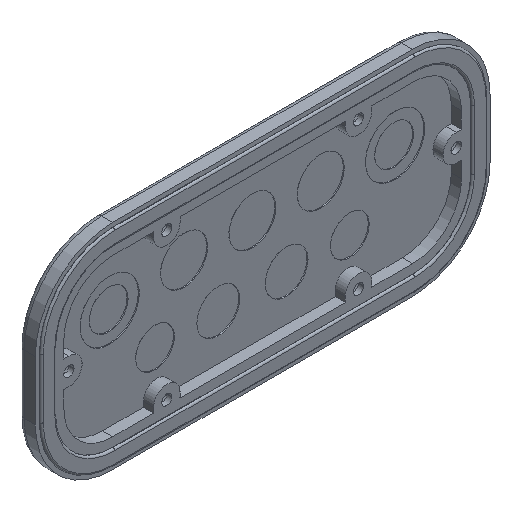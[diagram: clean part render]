
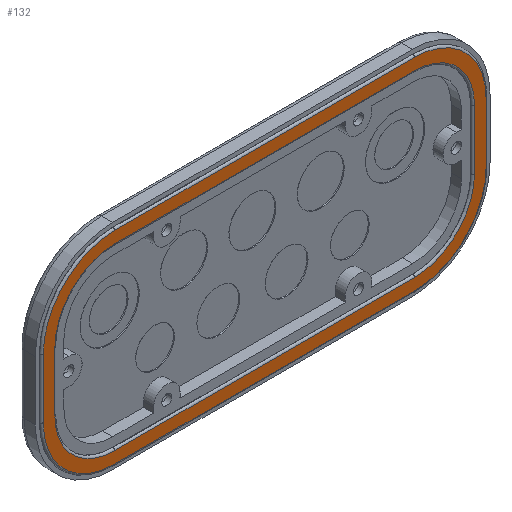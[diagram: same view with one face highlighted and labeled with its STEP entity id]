
A CAD part, isometric view. The second image highlights one B-rep face of the part: STEP entity #132.
In plain terms, the highlighted planar face has unit normal (0, -1, 0).
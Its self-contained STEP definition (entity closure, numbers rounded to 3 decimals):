
#132=ADVANCED_FACE('',(#433,#434),#435,.T.);
#433=FACE_OUTER_BOUND('',#842,.T.);
#434=FACE_BOUND('',#843,.T.);
#435=PLANE('',#844);
#842=EDGE_LOOP('',(#1728,#1729,#1730,#1731,#1732,#1733,#1734,#1735));
#843=EDGE_LOOP('',(#1736,#1737,#1738,#1739,#1740,#1741,#1742,#1743));
#844=AXIS2_PLACEMENT_3D('',#1744,#1745,#1746);
#1728=ORIENTED_EDGE('',*,*,#2688,.T.);
#1729=ORIENTED_EDGE('',*,*,#2689,.T.);
#1730=ORIENTED_EDGE('',*,*,#2690,.T.);
#1731=ORIENTED_EDGE('',*,*,#2691,.T.);
#1732=ORIENTED_EDGE('',*,*,#2692,.T.);
#1733=ORIENTED_EDGE('',*,*,#2693,.T.);
#1734=ORIENTED_EDGE('',*,*,#2694,.T.);
#1735=ORIENTED_EDGE('',*,*,#2695,.T.);
#1736=ORIENTED_EDGE('',*,*,#2696,.T.);
#1737=ORIENTED_EDGE('',*,*,#2697,.T.);
#1738=ORIENTED_EDGE('',*,*,#2698,.T.);
#1739=ORIENTED_EDGE('',*,*,#2699,.T.);
#1740=ORIENTED_EDGE('',*,*,#2700,.T.);
#1741=ORIENTED_EDGE('',*,*,#2701,.T.);
#1742=ORIENTED_EDGE('',*,*,#2702,.T.);
#1743=ORIENTED_EDGE('',*,*,#2703,.T.);
#1744=CARTESIAN_POINT('',(0.0,-1.0,0.0));
#1745=DIRECTION('',(0.0,-1.0,0.0));
#1746=DIRECTION('',(0.0,0.0,-1.0));
#2688=EDGE_CURVE('',#3284,#3286,#3288,.T.);
#2689=EDGE_CURVE('',#3286,#3289,#3290,.T.);
#2690=EDGE_CURVE('',#3289,#3291,#3292,.T.);
#2691=EDGE_CURVE('',#3291,#3293,#3294,.T.);
#2692=EDGE_CURVE('',#3293,#3295,#3296,.T.);
#2693=EDGE_CURVE('',#3295,#3297,#3298,.T.);
#2694=EDGE_CURVE('',#3297,#3299,#3300,.T.);
#2695=EDGE_CURVE('',#3299,#3284,#3301,.T.);
#2696=EDGE_CURVE('',#3302,#3303,#3304,.T.);
#2697=EDGE_CURVE('',#3303,#3305,#3306,.T.);
#2698=EDGE_CURVE('',#3305,#3307,#3308,.T.);
#2699=EDGE_CURVE('',#3307,#3309,#3310,.T.);
#2700=EDGE_CURVE('',#3309,#3311,#3312,.T.);
#2701=EDGE_CURVE('',#3311,#3313,#3314,.T.);
#2702=EDGE_CURVE('',#3313,#3315,#3316,.T.);
#2703=EDGE_CURVE('',#3315,#3302,#3317,.T.);
#3284=VERTEX_POINT('',#4088);
#3286=VERTEX_POINT('',#4090);
#3288=CIRCLE('',#4092,35.1);
#3289=VERTEX_POINT('',#4093);
#3290=LINE('',#4094,#4095);
#3291=VERTEX_POINT('',#4096);
#3292=CIRCLE('',#4097,35.1);
#3293=VERTEX_POINT('',#4098);
#3294=LINE('',#4099,#4100);
#3295=VERTEX_POINT('',#4101);
#3296=CIRCLE('',#4102,35.1);
#3297=VERTEX_POINT('',#4103);
#3298=LINE('',#4104,#4105);
#3299=VERTEX_POINT('',#4106);
#3300=CIRCLE('',#4107,35.1);
#3301=LINE('',#4108,#4109);
#3302=VERTEX_POINT('',#4110);
#3303=VERTEX_POINT('',#4111);
#3304=CIRCLE('',#4112,29.4);
#3305=VERTEX_POINT('',#4113);
#3306=LINE('',#4114,#4115);
#3307=VERTEX_POINT('',#4116);
#3308=CIRCLE('',#4117,29.4);
#3309=VERTEX_POINT('',#4118);
#3310=LINE('',#4119,#4120);
#3311=VERTEX_POINT('',#4121);
#3312=CIRCLE('',#4122,29.4);
#3313=VERTEX_POINT('',#4123);
#3314=LINE('',#4124,#4125);
#3315=VERTEX_POINT('',#4126);
#3316=CIRCLE('',#4127,29.4);
#3317=LINE('',#4128,#4129);
#4088=CARTESIAN_POINT('',(73.5,-1.0,-49.6));
#4090=CARTESIAN_POINT('',(108.6,-1.,-14.5));
#4092=AXIS2_PLACEMENT_3D('',#4998,#4999,#5000);
#4093=CARTESIAN_POINT('',(108.6,-1.0,14.5));
#4094=CARTESIAN_POINT('',(108.6,-1.0,-14.5));
#4095=VECTOR('',#5001,29.0);
#4096=CARTESIAN_POINT('',(73.5,-1.,49.6));
#4097=AXIS2_PLACEMENT_3D('',#5002,#5003,#5004);
#4098=CARTESIAN_POINT('',(-73.5,-1.0,49.6));
#4099=CARTESIAN_POINT('',(73.5,-1.0,49.6));
#4100=VECTOR('',#5005,147.0);
#4101=CARTESIAN_POINT('',(-108.6,-1.,14.5));
#4102=AXIS2_PLACEMENT_3D('',#5006,#5007,#5008);
#4103=CARTESIAN_POINT('',(-108.6,-1.0,-14.5));
#4104=CARTESIAN_POINT('',(-108.6,-1.0,14.5));
#4105=VECTOR('',#5009,29.0);
#4106=CARTESIAN_POINT('',(-73.5,-1.0,-49.6));
#4107=AXIS2_PLACEMENT_3D('',#5010,#5011,#5012);
#4108=CARTESIAN_POINT('',(-73.5,-1.0,-49.6));
#4109=VECTOR('',#5013,147.0);
#4110=CARTESIAN_POINT('',(-102.9,-1.0,14.5));
#4111=CARTESIAN_POINT('',(-73.5,-1.,43.9));
#4112=AXIS2_PLACEMENT_3D('',#5014,#5015,#5016);
#4113=CARTESIAN_POINT('',(73.5,-1.0,43.9));
#4114=CARTESIAN_POINT('',(-73.5,-1.0,43.9));
#4115=VECTOR('',#5017,147.0);
#4116=CARTESIAN_POINT('',(102.9,-1.,14.5));
#4117=AXIS2_PLACEMENT_3D('',#5018,#5019,#5020);
#4118=CARTESIAN_POINT('',(102.9,-1.0,-14.5));
#4119=CARTESIAN_POINT('',(102.9,-1.0,14.5));
#4120=VECTOR('',#5021,29.0);
#4121=CARTESIAN_POINT('',(73.5,-1.,-43.9));
#4122=AXIS2_PLACEMENT_3D('',#5022,#5023,#5024);
#4123=CARTESIAN_POINT('',(-73.5,-1.0,-43.9));
#4124=CARTESIAN_POINT('',(73.5,-1.0,-43.9));
#4125=VECTOR('',#5025,147.0);
#4126=CARTESIAN_POINT('',(-102.9,-1.0,-14.5));
#4127=AXIS2_PLACEMENT_3D('',#5026,#5027,#5028);
#4128=CARTESIAN_POINT('',(-102.9,-1.0,-14.5));
#4129=VECTOR('',#5029,29.0);
#4998=CARTESIAN_POINT('',(73.5,-1.,-14.5));
#4999=DIRECTION('',(0.0,-1.0,0.0));
#5000=DIRECTION('',(0.0,0.0,-1.0));
#5001=DIRECTION('',(0.0,0.0,1.0));
#5002=CARTESIAN_POINT('',(73.5,-1.,14.5));
#5003=DIRECTION('',(0.0,-1.0,0.0));
#5004=DIRECTION('',(1.0,0.0,0.0));
#5005=DIRECTION('',(-1.0,0.0,0.0));
#5006=CARTESIAN_POINT('',(-73.5,-1.,14.5));
#5007=DIRECTION('',(0.0,-1.0,0.0));
#5008=DIRECTION('',(0.0,0.0,1.0));
#5009=DIRECTION('',(0.0,0.0,-1.0));
#5010=CARTESIAN_POINT('',(-73.5,-1.,-14.5));
#5011=DIRECTION('',(0.0,-1.0,0.0));
#5012=DIRECTION('',(-1.0,0.0,0.0));
#5013=DIRECTION('',(1.0,0.0,0.0));
#5014=CARTESIAN_POINT('',(-73.5,-1.,14.5));
#5015=DIRECTION('',(0.0,1.0,0.0));
#5016=DIRECTION('',(-1.0,0.0,0.0));
#5017=DIRECTION('',(1.0,0.0,0.));
#5018=CARTESIAN_POINT('',(73.5,-1.,14.5));
#5019=DIRECTION('',(0.0,1.0,0.0));
#5020=DIRECTION('',(0.0,0.0,1.0));
#5021=DIRECTION('',(0.,0.0,-1.0));
#5022=CARTESIAN_POINT('',(73.5,-1.,-14.5));
#5023=DIRECTION('',(-0.0,1.0,0.0));
#5024=DIRECTION('',(1.0,0.0,0.0));
#5025=DIRECTION('',(-1.0,0.0,0.));
#5026=CARTESIAN_POINT('',(-73.5,-1.,-14.5));
#5027=DIRECTION('',(0.0,1.0,0.0));
#5028=DIRECTION('',(0.0,0.0,-1.0));
#5029=DIRECTION('',(0.,0.0,1.0));
